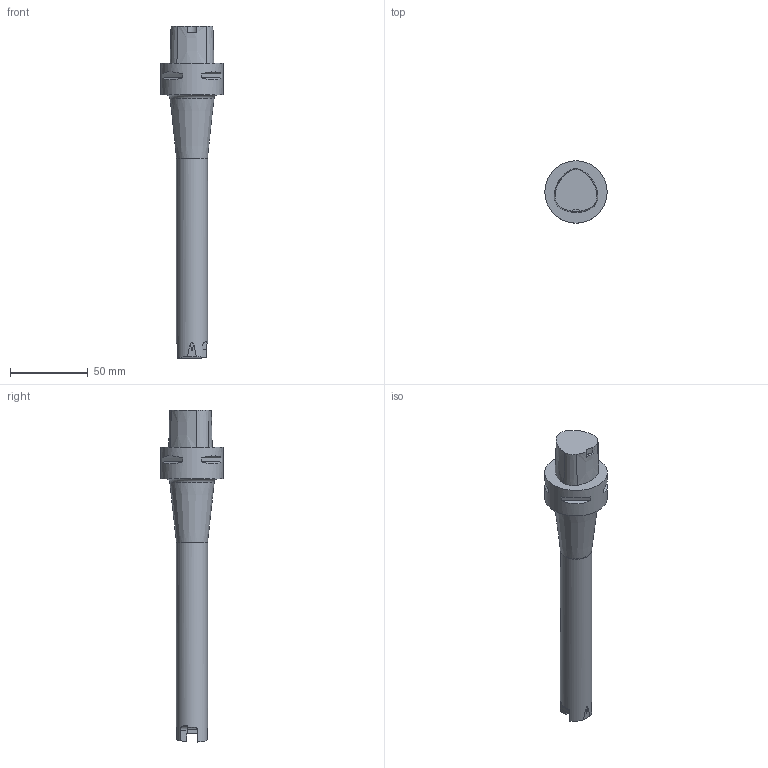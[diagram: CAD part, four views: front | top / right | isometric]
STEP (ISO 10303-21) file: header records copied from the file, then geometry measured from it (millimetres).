
FILE_DESCRIPTION(/* description */ (''),/* implementation_level */ '2;1');
FILE_NAME(/* name */ '1544793022646.stp',/* time_stamp */ '2018-12-14T14:10:36+01:00',/* author */ (''),/* organization */ ('SMS'),/* preprocessor_version */ 'ST-DEVELOPER v15',/* originating_system */ 'SIEMENS PLM Software NX 8.5',/* authorisation */ '');
FILE_SCHEMA (('AUTOMOTIVE_DESIGN { 1 0 10303 214 3 1 1 1 }'));
Length unit declared in the file: millimetre
Products named in the file (1): 201107847mod000_00
Bounding box: 40 x 40 x 213 mm (x, y, z)
Volume: 97531.4 mm3; surface area: 18008.4 mm2
Topology: 1 solids, 1 shells, 74 faces, 182 edges, 124 vertices
Faces by surface type: plane 49, cone 8, extrusion 8, cylinder 7, torus 2
Full cylindrical faces by diameter (mm): 20 x1, 40 x1
Entity records: 2513 total; most frequent: CARTESIAN_POINT 750, ORIENTED_EDGE 348, DIRECTION 330, EDGE_CURVE 174, VERTEX_POINT 118, AXIS2_PLACEMENT_3D 113, VECTOR 104, LINE 96
